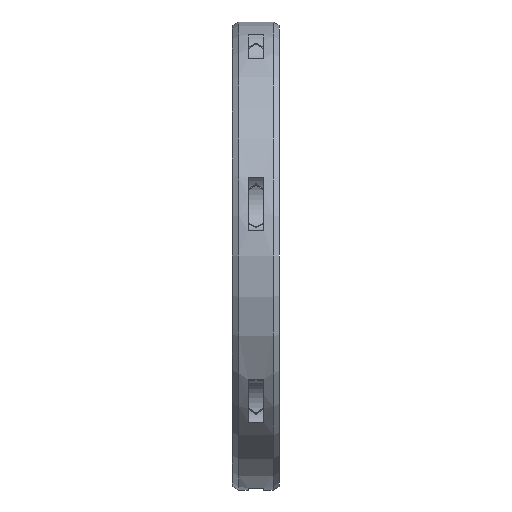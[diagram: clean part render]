
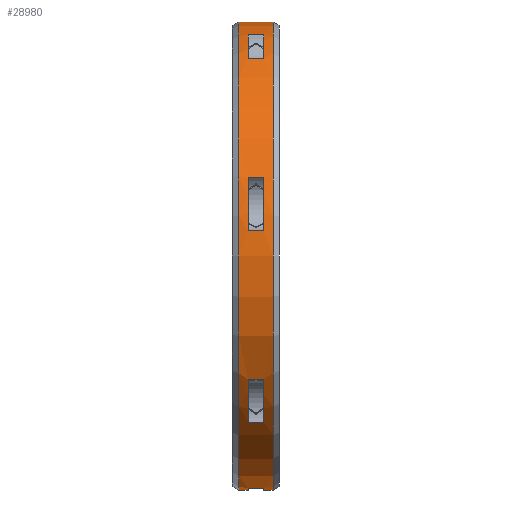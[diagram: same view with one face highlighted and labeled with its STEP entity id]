
A CAD part, left-side view. The second image highlights one B-rep face of the part: STEP entity #28980.
In plain terms, the highlighted cylindrical face has radius 75 mm (diameter 150 mm), a partial arc.
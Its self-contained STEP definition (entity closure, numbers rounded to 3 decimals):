
#27322=CARTESIAN_POINT('',(0.,-2.5,0.));
#27323=DIRECTION('',(0.,-1.,0.));
#27324=DIRECTION('',(-0.115,0.,-0.993));
#27325=AXIS2_PLACEMENT_3D('',#27322,#27323,#27324);
#27330=DIRECTION('',(0.,-1.,0.));
#27331=VECTOR('',#27330,5.);
#27332=CARTESIAN_POINT('',(-8.659,2.5,-74.498));
#27333=LINE('',#27332,#27331);
#27337=CARTESIAN_POINT('',(0.,2.5,0.));
#27338=DIRECTION('',(0.,-1.,0.));
#27339=DIRECTION('',(-0.115,0.,-0.993));
#27340=AXIS2_PLACEMENT_3D('',#27337,#27338,#27339);
#27345=DIRECTION('',(0.,1.,0.));
#27346=VECTOR('',#27345,3.);
#27347=CARTESIAN_POINT('',(0.,2.5,-75.));
#27348=LINE('',#27347,#27346);
#27352=DIRECTION('',(0.,1.,0.));
#27353=VECTOR('',#27352,11.);
#27354=CARTESIAN_POINT('',(0.,-5.5,75.));
#27355=LINE('',#27354,#27353);
#27359=CARTESIAN_POINT('',(0.,-5.5,0.));
#27360=DIRECTION('',(0.,1.,0.));
#27361=DIRECTION('',(0.,0.,-1.));
#27362=AXIS2_PLACEMENT_3D('',#27359,#27360,#27361);
#27367=DIRECTION('',(0.,1.,0.));
#27368=VECTOR('',#27367,3.);
#27369=CARTESIAN_POINT('',(0.,-5.5,-75.));
#27370=LINE('',#27369,#27368);
#27374=CARTESIAN_POINT('',(0.,-2.5,0.));
#27375=DIRECTION('',(0.,-1.,0.));
#27376=DIRECTION('',(-0.327,0.,0.945));
#27377=AXIS2_PLACEMENT_3D('',#27374,#27375,#27376);
#27382=DIRECTION('',(0.,-1.,0.));
#27383=VECTOR('',#27382,5.);
#27384=CARTESIAN_POINT('',(-24.522,2.5,70.878));
#27385=LINE('',#27384,#27383);
#27389=CARTESIAN_POINT('',(0.,2.5,0.));
#27390=DIRECTION('',(0.,-1.,0.));
#27391=DIRECTION('',(-0.327,0.,0.945));
#27392=AXIS2_PLACEMENT_3D('',#27389,#27390,#27391);
#27397=DIRECTION('',(0.,-1.,0.));
#27398=VECTOR('',#27397,5.);
#27399=CARTESIAN_POINT('',(-40.125,2.5,63.364));
#27400=LINE('',#27399,#27398);
#27404=CARTESIAN_POINT('',(0.,-2.5,0.));
#27405=DIRECTION('',(0.,-1.,0.));
#27406=DIRECTION('',(-0.943,0.,0.334));
#27407=AXIS2_PLACEMENT_3D('',#27404,#27405,#27406);
#27412=DIRECTION('',(0.,-1.,0.));
#27413=VECTOR('',#27412,5.);
#27414=CARTESIAN_POINT('',(-70.704,2.5,25.02));
#27415=LINE('',#27414,#27413);
#27419=CARTESIAN_POINT('',(0.,2.5,0.));
#27420=DIRECTION('',(0.,-1.,0.));
#27421=DIRECTION('',(-0.943,0.,0.334));
#27422=AXIS2_PLACEMENT_3D('',#27419,#27420,#27421);
#27427=DIRECTION('',(0.,-1.,0.));
#27428=VECTOR('',#27427,5.);
#27429=CARTESIAN_POINT('',(-74.557,2.5,8.135));
#27430=LINE('',#27429,#27428);
#27434=CARTESIAN_POINT('',(0.,-2.5,0.));
#27435=DIRECTION('',(0.,-1.,0.));
#27436=DIRECTION('',(-0.849,0.,-0.529));
#27437=AXIS2_PLACEMENT_3D('',#27434,#27435,#27436);
#27442=DIRECTION('',(0.,-1.,0.));
#27443=VECTOR('',#27442,5.);
#27444=CARTESIAN_POINT('',(-63.644,2.5,-39.679));
#27445=LINE('',#27444,#27443);
#27449=CARTESIAN_POINT('',(0.,2.5,0.));
#27450=DIRECTION('',(0.,-1.,0.));
#27451=DIRECTION('',(-0.849,0.,-0.529));
#27452=AXIS2_PLACEMENT_3D('',#27449,#27450,#27451);
#27457=DIRECTION('',(0.,-1.,0.));
#27458=VECTOR('',#27457,5.);
#27459=CARTESIAN_POINT('',(-52.846,2.5,-53.219));
#27460=LINE('',#27459,#27458);
#27838=CARTESIAN_POINT('',(0.,5.5,0.));
#27839=DIRECTION('',(0.,1.,0.));
#27840=DIRECTION('',(0.,0.,-1.));
#27841=AXIS2_PLACEMENT_3D('',#27838,#27839,#27840);
#28093=CARTESIAN_POINT('',(0.,-5.5,-75.));
#28095=VERTEX_POINT('',#28093);
#28096=CARTESIAN_POINT('',(0.,5.5,-75.));
#28098=VERTEX_POINT('',#28096);
#28125=CARTESIAN_POINT('',(0.,-5.5,75.));
#28127=VERTEX_POINT('',#28125);
#28128=CARTESIAN_POINT('',(0.,5.5,75.));
#28129=VERTEX_POINT('',#28128);
#28142=CARTESIAN_POINT('',(0.,-2.5,-75.));
#28144=VERTEX_POINT('',#28142);
#28146=CARTESIAN_POINT('',(0.,2.5,-75.));
#28148=VERTEX_POINT('',#28146);
#28156=CARTESIAN_POINT('',(-8.659,-2.5,-74.498));
#28157=VERTEX_POINT('',#28156);
#28158=CARTESIAN_POINT('',(-8.659,2.5,-74.498));
#28159=VERTEX_POINT('',#28158);
#28232=CARTESIAN_POINT('',(-24.522,-2.5,70.878));
#28233=CARTESIAN_POINT('',(-40.125,-2.5,63.364));
#28234=VERTEX_POINT('',#28232);
#28235=VERTEX_POINT('',#28233);
#28236=CARTESIAN_POINT('',(-24.522,2.5,70.878));
#28237=CARTESIAN_POINT('',(-40.125,2.5,63.364));
#28238=VERTEX_POINT('',#28236);
#28239=VERTEX_POINT('',#28237);
#28252=CARTESIAN_POINT('',(-70.704,-2.5,25.02));
#28253=CARTESIAN_POINT('',(-74.557,-2.5,8.135));
#28254=VERTEX_POINT('',#28252);
#28255=VERTEX_POINT('',#28253);
#28256=CARTESIAN_POINT('',(-70.704,2.5,25.02));
#28257=CARTESIAN_POINT('',(-74.557,2.5,8.135));
#28258=VERTEX_POINT('',#28256);
#28259=VERTEX_POINT('',#28257);
#28272=CARTESIAN_POINT('',(-63.644,-2.5,-39.679));
#28273=CARTESIAN_POINT('',(-52.846,-2.5,-53.219));
#28274=VERTEX_POINT('',#28272);
#28275=VERTEX_POINT('',#28273);
#28276=CARTESIAN_POINT('',(-63.644,2.5,-39.679));
#28277=CARTESIAN_POINT('',(-52.846,2.5,-53.219));
#28278=VERTEX_POINT('',#28276);
#28279=VERTEX_POINT('',#28277);
#28934=CARTESIAN_POINT('',(0.,162.554,0.));
#28935=DIRECTION('',(0.,-1.,0.));
#28936=DIRECTION('',(0.,0.,1.));
#28937=AXIS2_PLACEMENT_3D('',#28934,#28935,#28936);
#28938=CYLINDRICAL_SURFACE('',#28937,75.);
#28939=ORIENTED_EDGE('',*,*,#28805,.F.);
#28941=ORIENTED_EDGE('',*,*,#28940,.F.);
#28943=ORIENTED_EDGE('',*,*,#28942,.T.);
#28944=ORIENTED_EDGE('',*,*,#28758,.T.);
#28946=ORIENTED_EDGE('',*,*,#28945,.T.);
#28947=ORIENTED_EDGE('',*,*,#28754,.F.);
#28949=ORIENTED_EDGE('',*,*,#28948,.F.);
#28950=ORIENTED_EDGE('',*,*,#28750,.T.);
#28951=EDGE_LOOP('',(#28939,#28941,#28943,#28944,#28946,#28947,#28949,#28950));
#28952=FACE_OUTER_BOUND('',#28951,.F.);
#28954=ORIENTED_EDGE('',*,*,#28953,.F.);
#28956=ORIENTED_EDGE('',*,*,#28955,.F.);
#28958=ORIENTED_EDGE('',*,*,#28957,.T.);
#28960=ORIENTED_EDGE('',*,*,#28959,.T.);
#28961=EDGE_LOOP('',(#28954,#28956,#28958,#28960));
#28962=FACE_BOUND('',#28961,.F.);
#28964=ORIENTED_EDGE('',*,*,#28963,.F.);
#28966=ORIENTED_EDGE('',*,*,#28965,.F.);
#28968=ORIENTED_EDGE('',*,*,#28967,.T.);
#28970=ORIENTED_EDGE('',*,*,#28969,.T.);
#28971=EDGE_LOOP('',(#28964,#28966,#28968,#28970));
#28972=FACE_BOUND('',#28971,.F.);
#28973=ORIENTED_EDGE('',*,*,#28872,.F.);
#28974=ORIENTED_EDGE('',*,*,#28920,.F.);
#28976=ORIENTED_EDGE('',*,*,#28975,.T.);
#28977=ORIENTED_EDGE('',*,*,#28894,.T.);
#28978=EDGE_LOOP('',(#28973,#28974,#28976,#28977));
#28979=FACE_BOUND('',#28978,.F.);
#27326=CIRCLE('',#27325,75.);
#27341=CIRCLE('',#27340,75.);
#27363=CIRCLE('',#27362,75.);
#27378=CIRCLE('',#27377,75.);
#27393=CIRCLE('',#27392,75.);
#27408=CIRCLE('',#27407,75.);
#27423=CIRCLE('',#27422,75.);
#27438=CIRCLE('',#27437,75.);
#27453=CIRCLE('',#27452,75.);
#27842=CIRCLE('',#27841,75.);
#28750=EDGE_CURVE('',#28095,#28144,#27370,.T.);
#28754=EDGE_CURVE('',#28127,#28129,#27355,.T.);
#28758=EDGE_CURVE('',#28148,#28098,#27348,.T.);
#28805=EDGE_CURVE('',#28157,#28144,#27326,.T.);
#28872=EDGE_CURVE('',#28274,#28275,#27438,.T.);
#28894=EDGE_CURVE('',#28279,#28275,#27460,.T.);
#28920=EDGE_CURVE('',#28278,#28274,#27445,.T.);
#28940=EDGE_CURVE('',#28159,#28157,#27333,.T.);
#28942=EDGE_CURVE('',#28159,#28148,#27341,.T.);
#28945=EDGE_CURVE('',#28098,#28129,#27842,.T.);
#28948=EDGE_CURVE('',#28095,#28127,#27363,.T.);
#28953=EDGE_CURVE('',#28234,#28235,#27378,.T.);
#28955=EDGE_CURVE('',#28238,#28234,#27385,.T.);
#28957=EDGE_CURVE('',#28238,#28239,#27393,.T.);
#28959=EDGE_CURVE('',#28239,#28235,#27400,.T.);
#28963=EDGE_CURVE('',#28254,#28255,#27408,.T.);
#28965=EDGE_CURVE('',#28258,#28254,#27415,.T.);
#28967=EDGE_CURVE('',#28258,#28259,#27423,.T.);
#28969=EDGE_CURVE('',#28259,#28255,#27430,.T.);
#28975=EDGE_CURVE('',#28278,#28279,#27453,.T.);
#28980=ADVANCED_FACE('',(#28952,#28962,#28972,#28979),#28938,.T.);
